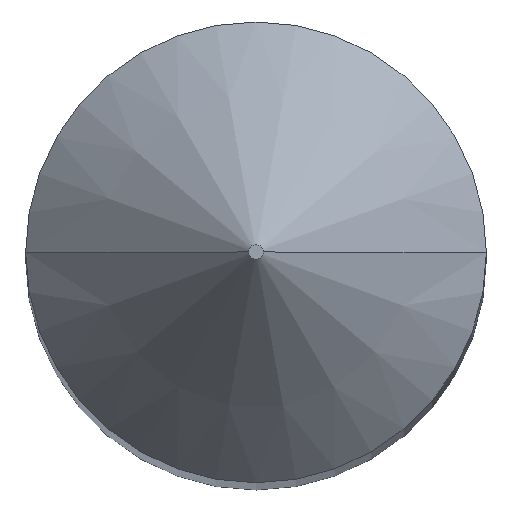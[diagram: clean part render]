
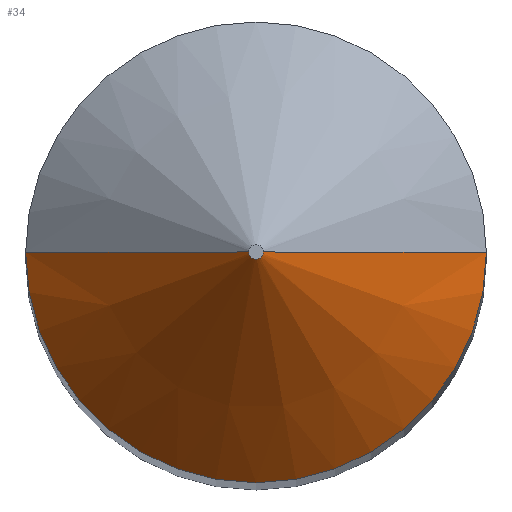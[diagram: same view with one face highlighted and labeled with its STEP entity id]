
A CAD part, top view. The second image highlights one B-rep face of the part: STEP entity #34.
In plain terms, the highlighted conical face has half-angle 45 degrees and reference radius 0.102 mm.
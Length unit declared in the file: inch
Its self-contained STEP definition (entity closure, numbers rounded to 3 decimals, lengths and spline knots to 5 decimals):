
#1 = EDGE_LOOP ( 'NONE', ( #211, #36, #197, #17 ) ) ;
#7 = EDGE_CURVE ( 'NONE', #45, #175, #198, .T. ) ;
#17 = ORIENTED_EDGE ( 'NONE', *, *, #7, .F. ) ;
#18 = VECTOR ( 'NONE', #191, 39.37008 ) ;
#21 = CARTESIAN_POINT ( 'NONE',  ( 0.004, 0., 2.5 ) ) ;
#23 = DIRECTION ( 'NONE',  ( 0.707, 0., -0.707 ) ) ;
#26 = DIRECTION ( 'NONE',  ( 1., 0., 0. ) ) ;
#31 = DIRECTION ( 'NONE',  ( 0., 0., -1. ) ) ;
#34 = ADVANCED_FACE ( 'NONE', ( #238 ), #50, .T. ) ;
#36 = ORIENTED_EDGE ( 'NONE', *, *, #157, .T. ) ;
#38 = VECTOR ( 'NONE', #23, 39.37008 ) ;
#45 = VERTEX_POINT ( 'NONE', #177 ) ;
#50 = CONICAL_SURFACE ( 'NONE', #176, 0.004, 0.785 ) ;
#61 = EDGE_CURVE ( 'NONE', #175, #201, #77, .T. ) ;
#73 = DIRECTION ( 'NONE',  ( -1., 0., 0. ) ) ;
#77 = CIRCLE ( 'NONE', #145, 0.125 ) ;
#104 = DIRECTION ( 'NONE',  ( -1., 0., 0. ) ) ;
#108 = CIRCLE ( 'NONE', #129, 0.004 ) ;
#115 = CARTESIAN_POINT ( 'NONE',  ( -0.125, 0., 2.379 ) ) ;
#129 = AXIS2_PLACEMENT_3D ( 'NONE', #225, #31, #73 ) ;
#137 = DIRECTION ( 'NONE',  ( 0., 0., -1. ) ) ;
#140 = VERTEX_POINT ( 'NONE', #189 ) ;
#145 = AXIS2_PLACEMENT_3D ( 'NONE', #164, #137, #104 ) ;
#157 = EDGE_CURVE ( 'NONE', #140, #201, #170, .T. ) ;
#158 = DIRECTION ( 'NONE',  ( 0., 0., -1. ) ) ;
#159 = CARTESIAN_POINT ( 'NONE',  ( -0.004, 0., 2.5 ) ) ;
#164 = CARTESIAN_POINT ( 'NONE',  ( 0., 0., 2.379 ) ) ;
#165 = CARTESIAN_POINT ( 'NONE',  ( 0., 0., 2.5 ) ) ;
#168 = CARTESIAN_POINT ( 'NONE',  ( 0.125, 0., 2.379 ) ) ;
#169 = EDGE_CURVE ( 'NONE', #45, #140, #108, .T. ) ;
#170 = LINE ( 'NONE', #159, #18 ) ;
#175 = VERTEX_POINT ( 'NONE', #168 ) ;
#176 = AXIS2_PLACEMENT_3D ( 'NONE', #165, #158, #26 ) ;
#177 = CARTESIAN_POINT ( 'NONE',  ( 0.004, 0., 2.5 ) ) ;
#189 = CARTESIAN_POINT ( 'NONE',  ( -0.004, 0., 2.5 ) ) ;
#191 = DIRECTION ( 'NONE',  ( -0.707, 0., -0.707 ) ) ;
#197 = ORIENTED_EDGE ( 'NONE', *, *, #61, .F. ) ;
#198 = LINE ( 'NONE', #21, #38 ) ;
#201 = VERTEX_POINT ( 'NONE', #115 ) ;
#211 = ORIENTED_EDGE ( 'NONE', *, *, #169, .T. ) ;
#225 = CARTESIAN_POINT ( 'NONE',  ( 0., 0., 2.5 ) ) ;
#238 = FACE_OUTER_BOUND ( 'NONE', #1, .T. ) ;
